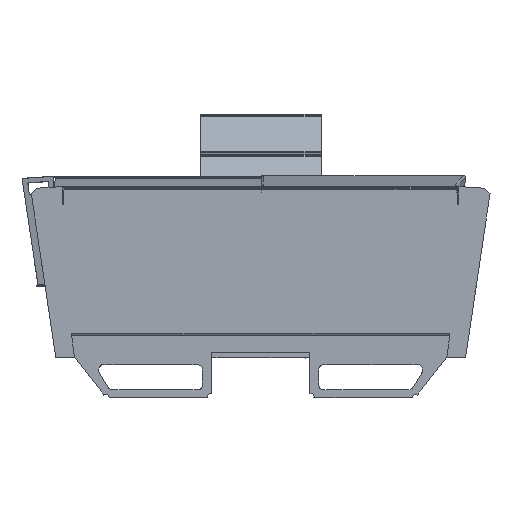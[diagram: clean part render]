
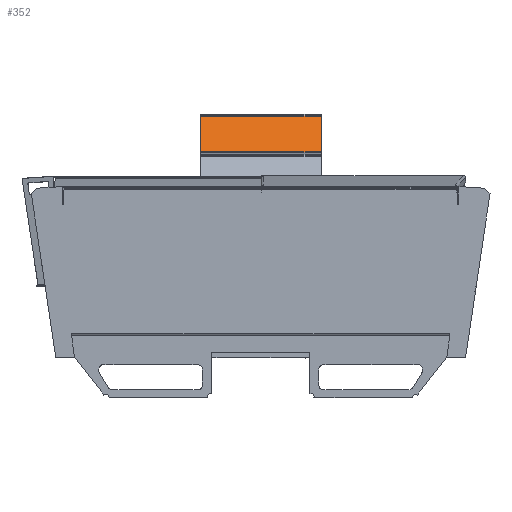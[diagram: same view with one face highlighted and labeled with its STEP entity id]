
A CAD part, left-side view. The second image highlights one B-rep face of the part: STEP entity #352.
In plain terms, the highlighted planar face has unit normal (-0.916, 0, 0.402).
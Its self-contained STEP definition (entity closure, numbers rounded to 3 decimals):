
#352=ADVANCED_FACE('',(#913),#9199,.T.);
#913=FACE_OUTER_BOUND('',#1480,.T.);
#1480=EDGE_LOOP('',(#2951,#2952,#2953,#2954));
#2951=ORIENTED_EDGE('',*,*,#5410,.T.);
#2952=ORIENTED_EDGE('',*,*,#5409,.F.);
#2953=ORIENTED_EDGE('',*,*,#5407,.F.);
#2954=ORIENTED_EDGE('',*,*,#5411,.F.);
#5407=EDGE_CURVE('',#8171,#8172,#6954,.T.);
#5409=EDGE_CURVE('',#8172,#8174,#6955,.T.);
#5410=EDGE_CURVE('',#8173,#8174,#6956,.T.);
#5411=EDGE_CURVE('',#8173,#8171,#6957,.T.);
#6954=B_SPLINE_CURVE_WITH_KNOTS('',3,(#13713,#13714,#13715,#13716),
 .UNSPECIFIED.,.F.,.F.,(4,4),(-606.801,-5.132),
 .UNSPECIFIED.);
#6955=B_SPLINE_CURVE_WITH_KNOTS('',1,(#13720,#13721),.UNSPECIFIED.,.F.,
 .F.,(2,2),(6.532,200.379),.UNSPECIFIED.);
#6956=B_SPLINE_CURVE_WITH_KNOTS('',3,(#13722,#13723,#13724,#13725),
 .UNSPECIFIED.,.F.,.F.,(4,4),(0.,601.669),.UNSPECIFIED.);
#6957=B_SPLINE_CURVE_WITH_KNOTS('',1,(#13726,#13727),.UNSPECIFIED.,.F.,
 .F.,(2,2),(-1499.443,-1305.595),.UNSPECIFIED.);
#8171=VERTEX_POINT('',#13534);
#8172=VERTEX_POINT('',#13535);
#8173=VERTEX_POINT('',#13536);
#8174=VERTEX_POINT('',#13537);
#9199=PLANE('',#9509);
#9509=AXIS2_PLACEMENT_3D('',#13412,#9989,$);
#9989=DIRECTION('',(-0.916,0.,0.402));
#13412=CARTESIAN_POINT('',(3741.76,-300.835,1296.055));
#13534=CARTESIAN_POINT('',(3741.76,300.835,1296.055));
#13535=CARTESIAN_POINT('',(3741.76,-300.835,1296.055));
#13536=CARTESIAN_POINT('',(3663.852,300.835,1118.553));
#13537=CARTESIAN_POINT('',(3663.852,-300.835,1118.553));
#13713=CARTESIAN_POINT('',(3741.76,300.835,1296.055));
#13714=CARTESIAN_POINT('',(3741.76,100.278,1296.055));
#13715=CARTESIAN_POINT('',(3741.76,-100.278,1296.055));
#13716=CARTESIAN_POINT('',(3741.76,-300.835,1296.055));
#13720=CARTESIAN_POINT('',(3741.76,-300.835,1296.055));
#13721=CARTESIAN_POINT('',(3663.852,-300.835,1118.553));
#13722=CARTESIAN_POINT('',(3663.852,300.835,1118.553));
#13723=CARTESIAN_POINT('',(3663.852,100.278,1118.553));
#13724=CARTESIAN_POINT('',(3663.852,-100.278,1118.553));
#13725=CARTESIAN_POINT('',(3663.852,-300.835,1118.553));
#13726=CARTESIAN_POINT('',(3663.852,300.835,1118.553));
#13727=CARTESIAN_POINT('',(3741.76,300.835,1296.055));
